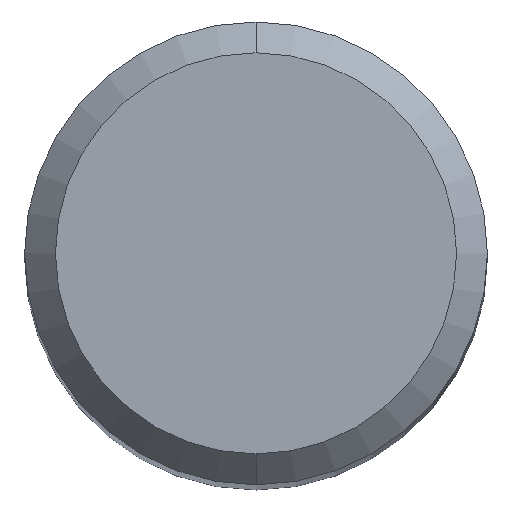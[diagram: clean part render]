
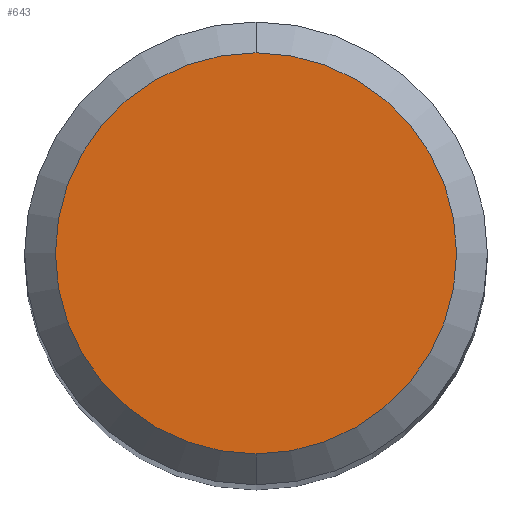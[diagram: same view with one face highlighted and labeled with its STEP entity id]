
A CAD part, top view. The second image highlights one B-rep face of the part: STEP entity #643.
In plain terms, the highlighted planar face has unit normal (0, 0, 1).
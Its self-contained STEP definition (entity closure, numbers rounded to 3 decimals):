
#417=EDGE_CURVE('',#619,#611,#1132,.T.);
#487=EDGE_CURVE('',#611,#619,#1209,.T.);
#611=VERTEX_POINT('',#1342);
#619=VERTEX_POINT('',#1350);
#643=ADVANCED_FACE('',(#1377),#1378,.T.);
#1132=CIRCLE('',#2097,2.6);
#1209=CIRCLE('',#2967,2.6);
#1342=CARTESIAN_POINT('',(0.0,2.6,0.0));
#1350=CARTESIAN_POINT('',(0.,-2.6,0.0));
#1377=FACE_OUTER_BOUND('',#3858,.T.);
#1378=PLANE('',#3859);
#2097=AXIS2_PLACEMENT_3D('',#6390,#6391,#6392);
#2967=AXIS2_PLACEMENT_3D('',#6475,#6476,#6477);
#3858=EDGE_LOOP('',(#6643,#6644));
#3859=AXIS2_PLACEMENT_3D('',#6645,#6646,#6647);
#6390=CARTESIAN_POINT('',(0.0,0.0,0.0));
#6391=DIRECTION('',(0.0,0.0,-1.0));
#6392=DIRECTION('',(0.0,1.0,0.0));
#6475=CARTESIAN_POINT('',(0.0,0.0,0.0));
#6476=DIRECTION('',(0.0,0.0,-1.0));
#6477=DIRECTION('',(0.0,1.0,0.0));
#6643=ORIENTED_EDGE('',*,*,#487,.F.);
#6644=ORIENTED_EDGE('',*,*,#417,.F.);
#6645=CARTESIAN_POINT('',(0.0,1.3,0.0));
#6646=DIRECTION('',(-0.0,0.0,1.0));
#6647=DIRECTION('',(0.0,-1.0,0.0));
